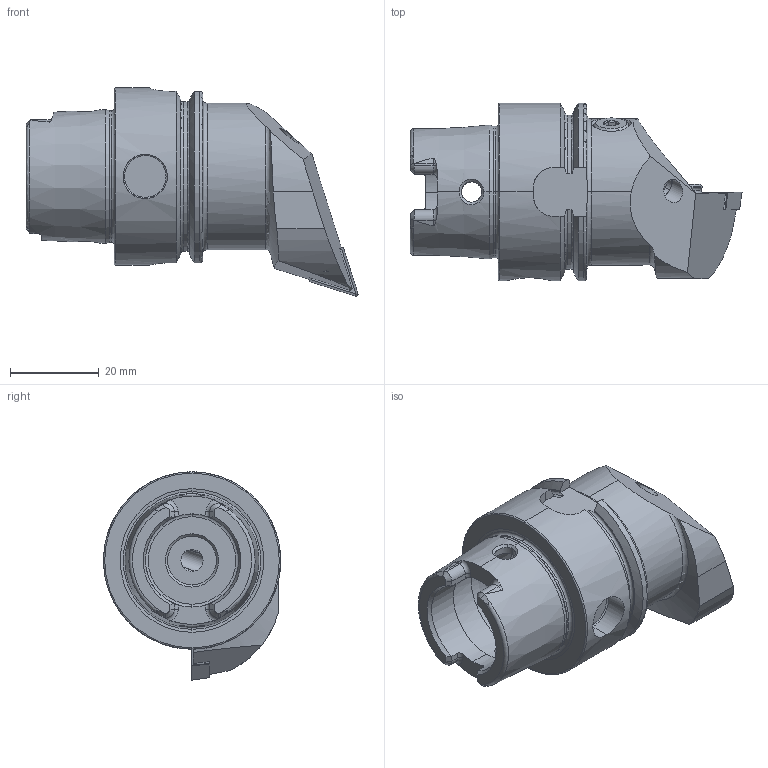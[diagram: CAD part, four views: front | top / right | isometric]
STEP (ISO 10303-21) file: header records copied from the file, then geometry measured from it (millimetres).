
FILE_DESCRIPTION (( 'STEP AP214' ), '1' );
FILE_NAME ('-KD..RHA.055-HP.STEP', '2022-01-21T14:48:58', ( '' ), ( '' ), 'SwSTEP 2.0', 'SolidWorks 2017', '' );
FILE_SCHEMA (( 'AUTOMOTIVE_DESIGN' ));
Length unit declared in the file: millimetre
Products named in the file (11): CHP-ER1.008.011_A; ISO 8752 2x8; DIN 7991 - M5x15; CHP-ER1.015.006_A; CHP-ER1.015.006; WCB-ER2.001.009_A; DCMT11T304; KVT_MB_600_050; DIN 3771 - 13x1; HA4-KDB.RHA.055-HP_B_Fertigbearbeitung; -KD..RHA.055-HP
Assembly tree (10 placements, depth 3):
  -KD..RHA.055-HP
    HA4-KDB.RHA.055-HP_B_Fertigbearbeitung
    WCB-ER2.001.009_A
    CHP-ER1.015.006
      CHP-ER1.015.006_A
      DIN 3771 - 13x1
      DIN 7991 - M5x15
    CHP-ER1.008.011_A
    ISO 8752 2x8
    KVT_MB_600_050
    DCMT11T304
Bounding box: 74.9 x 40 x 47 mm (x, y, z)
Volume: 41157.6 mm3; surface area: 16505.2 mm2
Topology: 10 solids, 10 shells, 474 faces, 1167 edges, 696 vertices
Faces by surface type: cone 140, cylinder 135, plane 119, torus 56, bspline 20, sphere 4
Entity records: 16279 total; most frequent: CARTESIAN_POINT 5027, ORIENTED_EDGE 2276, DIRECTION 2219, EDGE_CURVE 1138, AXIS2_PLACEMENT_3D 898, VERTEX_POINT 693, EDGE_LOOP 501, FACE_OUTER_BOUND 474
